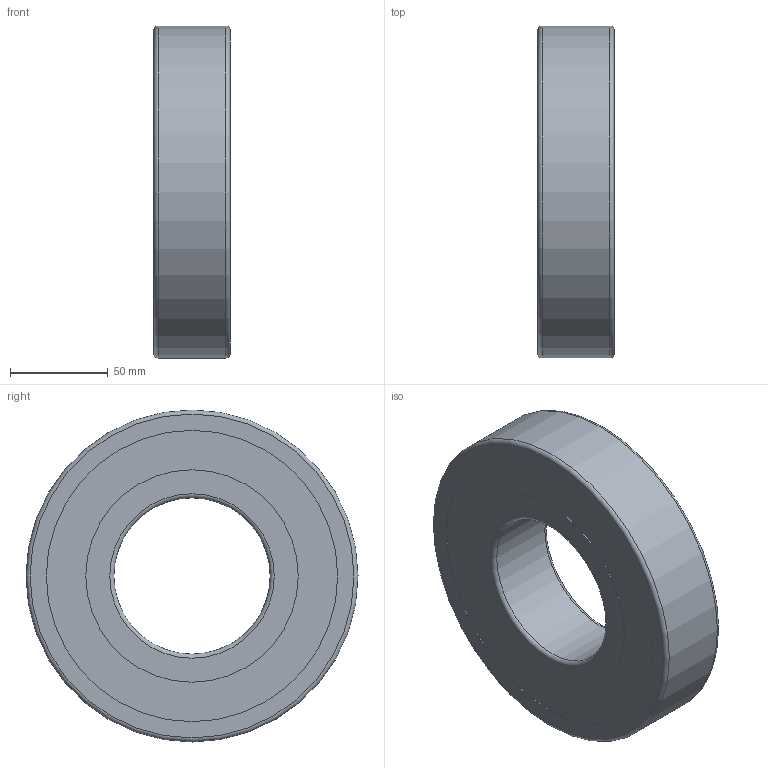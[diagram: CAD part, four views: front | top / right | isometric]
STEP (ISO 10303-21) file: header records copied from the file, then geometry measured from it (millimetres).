
FILE_DESCRIPTION(/* description */ ('STEP AP214'),/* implementation_level */ '2;1');
FILE_NAME(/* name */ '6316LLU',/* time_stamp */ '2025-10-09T22:17:59+02:00',/* author */ ('License CC BY-ND 4.0'),/* organization */ ('CADENAS'),/* preprocessor_version */ 'ST-DEVELOPER v19.3',/* originating_system */ 'PARTsolutions',/* authorisation */ ' ');
FILE_SCHEMA (('AUTOMOTIVE_DESIGN {1 0 10303 214 3 1 1}'));
Length unit declared in the file: millimetre
Products named in the file (5): 6316LLU; 6316LLU Inner Ring; 6316LLU Outer Ring; 6316LLUst; 6316LLU Ball
Assembly tree (12 placements, depth 2):
  6316LLU
    6316LLU Inner Ring
    6316LLU Outer Ring
    6316LLUst  x2
    6316LLU Ball  x8
Bounding box: 39 x 170 x 170 mm (x, y, z)
Volume: 469125 mm3; surface area: 137865.5 mm2
Topology: 12 solids, 12 shells, 36 faces, 71 edges, 45 vertices
Faces by surface type: cylinder 12, plane 10, sphere 8, torus 6
Full cylindrical faces by diameter (mm): 80 x1, 108.8 x4, 141.2 x2, 149.2 x4, 170 x1
Entity records: 702 total; most frequent: DIRECTION 124, CARTESIAN_POINT 87, AXIS2_PLACEMENT_3D 62, FACE_BOUND 49, ORIENTED_EDGE 48, EDGE_LOOP 48, VERTEX_POINT 25, ADVANCED_FACE 25
